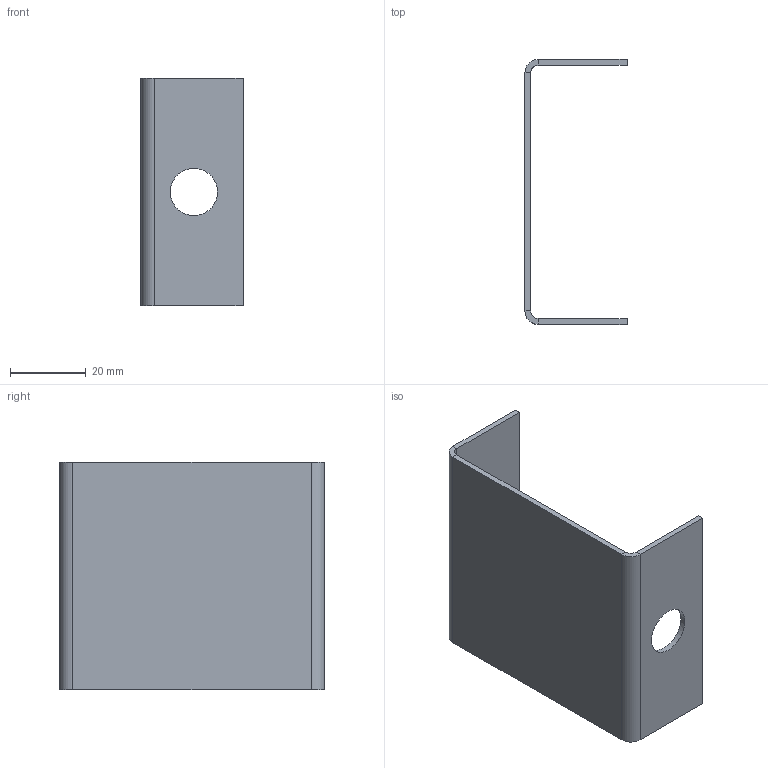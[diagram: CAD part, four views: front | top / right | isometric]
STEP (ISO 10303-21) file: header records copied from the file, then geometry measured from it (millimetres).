
FILE_DESCRIPTION (( 'STEP AP203' ), '1' );
FILE_NAME ('ﾊ煇鳫 PL_BML1007.STEP', '2012-11-20T06:31:36', ( 'ﾀ裘' ), ( '' ), 'SwSTEP 2.0', 'SolidWorks 2012', '' );
FILE_SCHEMA (( 'CONFIG_CONTROL_DESIGN' ));
Length unit declared in the file: millimetre
Products named in the file (1): ﾊ煇鳫 PL_BML1007
Bounding box: 27 x 70 x 60 mm (x, y, z)
Volume: 10093.8 mm3; surface area: 14146.6 mm2
Topology: 1 solids, 1 shells, 27 faces, 59 edges, 34 vertices
Faces by surface type: plane 20, cylinder 7
Full cylindrical faces by diameter (mm): 12.5 x1
Entity records: 799 total; most frequent: DIRECTION 128, CARTESIAN_POINT 120, ORIENTED_EDGE 116, EDGE_CURVE 58, LINE 44, VECTOR 44, AXIS2_PLACEMENT_3D 42, VERTEX_POINT 34
